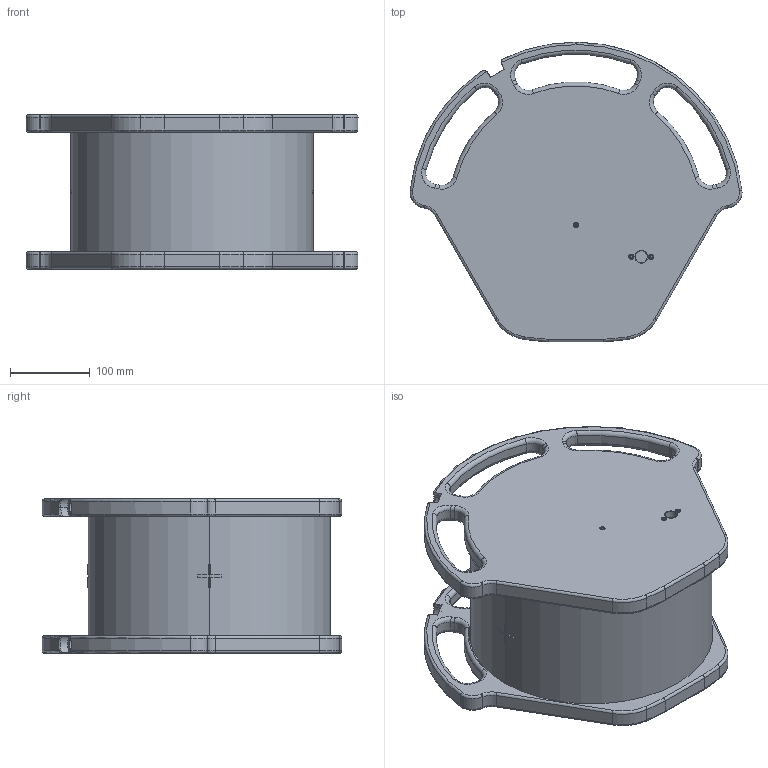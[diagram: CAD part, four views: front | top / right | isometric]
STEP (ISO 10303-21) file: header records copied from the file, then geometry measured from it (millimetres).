
FILE_DESCRIPTION((''),'2;1');
FILE_NAME('459800442431_3D_PRINT_ASM','2021-09-28T10:56:45',('Sheridan'),('Philips Medical Systems Netherlands B.V.'),'CREO PARAMETRIC BY PTC INC, 2019292','CREO PARAMETRIC BY PTC INC, 2019292','');
FILE_SCHEMA(('CONFIG_CONTROL_DESIGN','SHAPE_APPEARANCE_LAYERS_GROUPS'));
Length unit declared in the file: millimetre
Products named in the file (6): PHANTOM-SCT_HANDLE-BACK_PHANTOM; PHANTOM-SCT_TUBE-BODY_PHANTOM_4; PHANTOM-SCT_HANDLE-FRONT_PHANTO; ANTHEM-PHANTOM_MARKER-PHANTOM_C; PHANTOM-SCT_PHANTOM_ASSEMBLY-BO_ASM; 459800442431_3D_PRINT_ASM
Assembly tree (7 placements, depth 3):
  459800442431_3D_PRINT_ASM
    PHANTOM-SCT_PHANTOM_ASSEMBLY-BO_ASM
      PHANTOM-SCT_HANDLE-BACK_PHANTOM
      PHANTOM-SCT_TUBE-BODY_PHANTOM_4
      PHANTOM-SCT_HANDLE-FRONT_PHANTO
      ANTHEM-PHANTOM_MARKER-PHANTOM_C  x3
Bounding box: 417.49 x 376.59 x 194.08 mm (x, y, z)
Volume: 5023807.8 mm3; surface area: 806304.9 mm2
Topology: 6 solids, 6 shells, 425 faces, 1000 edges, 607 vertices
Faces by surface type: cylinder 166, torus 116, plane 98, cone 24, bspline 21
Entity records: 15838 total; most frequent: CARTESIAN_POINT 3421, DIRECTION 2177, ORIENTED_EDGE 1852, AXIS2_PLACEMENT_3D 932, EDGE_CURVE 926, VERTEX_POINT 559, CIRCLE 537, EDGE_LOOP 437
